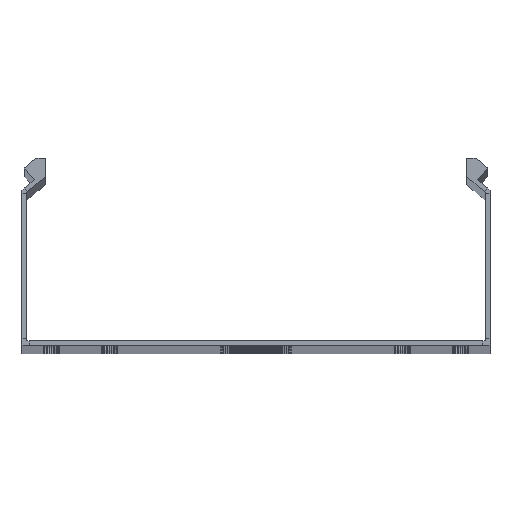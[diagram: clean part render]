
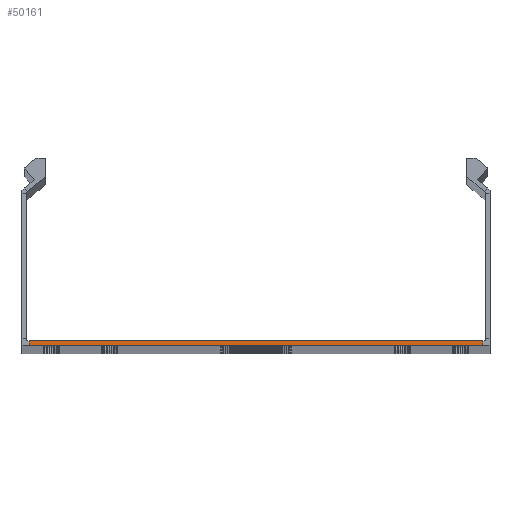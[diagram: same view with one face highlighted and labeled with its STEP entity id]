
A CAD part, top view. The second image highlights one B-rep face of the part: STEP entity #50161.
In plain terms, the highlighted planar face has unit normal (0, 0, 1).
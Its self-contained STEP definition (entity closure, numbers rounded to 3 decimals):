
#489 = LINE ( 'NONE', #48867, #49878 ) ;
#3108 = VERTEX_POINT ( 'NONE', #49633 ) ;
#6027 = LINE ( 'NONE', #46109, #50190 ) ;
#8507 = EDGE_CURVE ( 'NONE', #51329, #48121, #489, .T. ) ;
#10075 = AXIS2_PLACEMENT_3D ( 'NONE', #17539, #36415, #41063 ) ;
#15029 = FACE_OUTER_BOUND ( 'NONE', #26676, .T. ) ;
#17539 = CARTESIAN_POINT ( 'NONE',  ( 98., 3., 1000. ) ) ;
#17669 = VECTOR ( 'NONE', #28689, 1000. ) ;
#18376 = CARTESIAN_POINT ( 'NONE',  ( -97., 2., 1000. ) ) ;
#19151 = VECTOR ( 'NONE', #47415, 1000. ) ;
#19180 = VERTEX_POINT ( 'NONE', #31736 ) ;
#19904 = ORIENTED_EDGE ( 'NONE', *, *, #47597, .F. ) ;
#24912 = EDGE_CURVE ( 'NONE', #3108, #51329, #6027, .T. ) ;
#25764 = ORIENTED_EDGE ( 'NONE', *, *, #24912, .T. ) ;
#26676 = EDGE_LOOP ( 'NONE', ( #19904, #47729, #25764, #34431 ) ) ;
#27688 = DIRECTION ( 'NONE',  ( -1., 0., 0. ) ) ;
#28689 = DIRECTION ( 'NONE',  ( -1., 0., 0. ) ) ;
#31736 = CARTESIAN_POINT ( 'NONE',  ( 97., 0., 1000. ) ) ;
#32463 = CARTESIAN_POINT ( 'NONE',  ( -97., 0., 1000. ) ) ;
#34278 = EDGE_CURVE ( 'NONE', #19180, #3108, #59151, .T. ) ;
#34431 = ORIENTED_EDGE ( 'NONE', *, *, #8507, .T. ) ;
#36415 = DIRECTION ( 'NONE',  ( 0., 0., 1. ) ) ;
#37298 = LINE ( 'NONE', #37730, #17669 ) ;
#37730 = CARTESIAN_POINT ( 'NONE',  ( -100., 0., 1000. ) ) ;
#38684 = CARTESIAN_POINT ( 'NONE',  ( 97., 0., 1000. ) ) ;
#41063 = DIRECTION ( 'NONE',  ( 1., 0., 0. ) ) ;
#44437 = DIRECTION ( 'NONE',  ( 0., -1., 0. ) ) ;
#46109 = CARTESIAN_POINT ( 'NONE',  ( -100., 2., 1000. ) ) ;
#47415 = DIRECTION ( 'NONE',  ( 0., 1., 0. ) ) ;
#47597 = EDGE_CURVE ( 'NONE', #19180, #48121, #37298, .T. ) ;
#47729 = ORIENTED_EDGE ( 'NONE', *, *, #34278, .T. ) ;
#48121 = VERTEX_POINT ( 'NONE', #32463 ) ;
#48867 = CARTESIAN_POINT ( 'NONE',  ( -97., 2., 1000. ) ) ;
#49633 = CARTESIAN_POINT ( 'NONE',  ( 97., 2., 1000. ) ) ;
#49878 = VECTOR ( 'NONE', #44437, 1000. ) ;
#50161 = ADVANCED_FACE ( 'NONE', ( #15029 ), #50775, .T. ) ;
#50190 = VECTOR ( 'NONE', #27688, 1000. ) ;
#50775 = PLANE ( 'NONE',  #10075 ) ;
#51329 = VERTEX_POINT ( 'NONE', #18376 ) ;
#59151 = LINE ( 'NONE', #38684, #19151 ) ;
